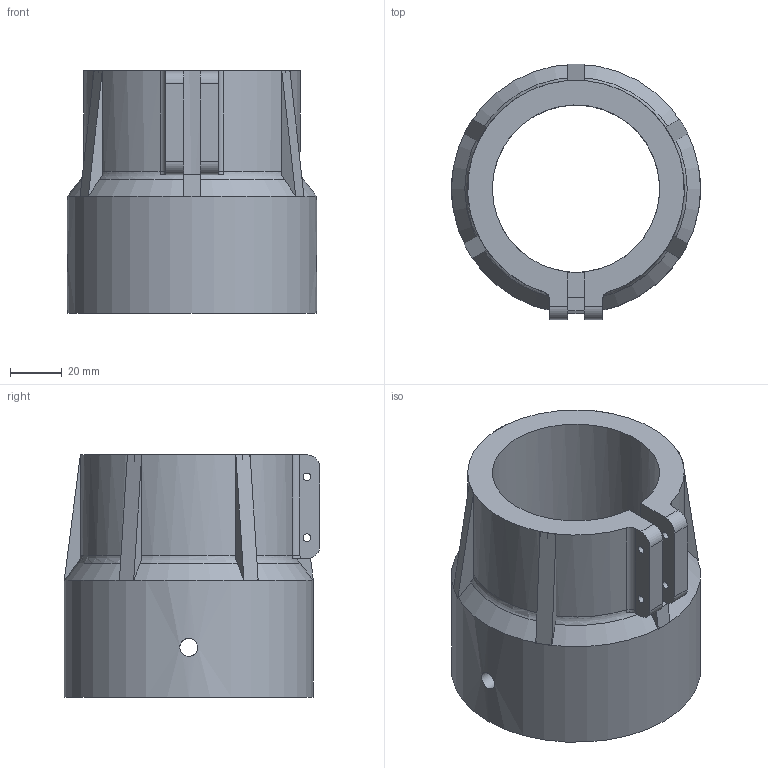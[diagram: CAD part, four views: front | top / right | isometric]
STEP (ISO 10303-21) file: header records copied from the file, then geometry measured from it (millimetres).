
FILE_DESCRIPTION(/* description */ ('STEP AP242','CAx-IF Rec.Pracs.---Representation and Presentation of Product Manufacturing Information (PMI)---4.0---2014-10-13','CAx-IF Rec.Pracs.---3D Tessellated Geometry---0.4---2014-09-14','2;1'),/* implementation_level */ '2;1');
FILE_NAME(/* name */ '652415a35a998b6fc86148de',/* time_stamp */ '2023-10-09T15:00:52Z',/* author */ (''),/* organization */ (''),/* preprocessor_version */ 'ST-DEVELOPER v19.4',/* originating_system */ ' ',/* authorisation */ ' ');
FILE_SCHEMA (('AP242_MANAGED_MODEL_BASED_3D_ENGINEERING_MIM_LF { 1 0 10303 442 1 1 4 }'));
Length unit declared in the file: metre
Products named in the file (17): Part 16; Part 17; Part 14; Part 15; Part 12; Part 13; Part 10; Part 11; Part 9; Part 8; Part 7; Part 6; Part 5; Part 4; Part 3; Part 2; Part 1
Bounding box: 96.05 x 98.54 x 93.4 mm (x, y, z)
Volume: 245831.7 mm3; surface area: 62081 mm2
Topology: 17 solids, 17 shells, 127 faces, 281 edges, 186 vertices
Faces by surface type: plane 97, cylinder 26, bspline 2, torus 1, cone 1
Full cylindrical faces by diameter (mm): 3 x4, 6.985 x2, 64.5 x1, 77 x1, 96.05 x1
Entity records: 3850 total; most frequent: CARTESIAN_POINT 664, DIRECTION 591, ORIENTED_EDGE 520, EDGE_CURVE 260, AXIS2_PLACEMENT_3D 199, LINE 193, VECTOR 193, VERTEX_POINT 178
